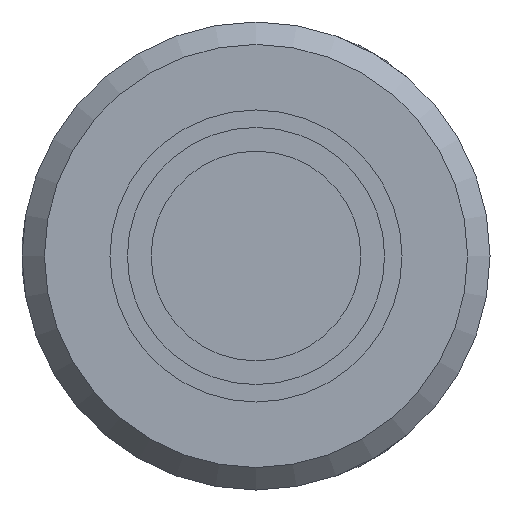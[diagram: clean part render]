
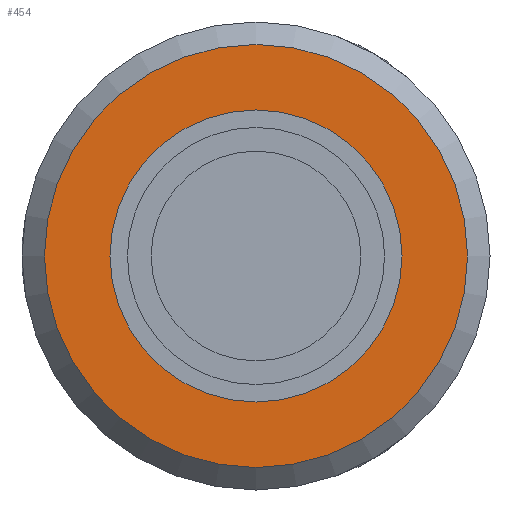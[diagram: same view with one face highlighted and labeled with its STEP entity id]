
A CAD part, left-side view. The second image highlights one B-rep face of the part: STEP entity #454.
In plain terms, the highlighted planar face has unit normal (-1, 0, 0).
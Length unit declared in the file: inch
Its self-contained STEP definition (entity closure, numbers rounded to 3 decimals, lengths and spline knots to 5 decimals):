
#412=CARTESIAN_POINT('',(0.36,0.565,0.));
#413=VERTEX_POINT('',#412);
#414=CARTESIAN_POINT('',(0.36,0.0,0.0));
#415=DIRECTION('',(1.0,0.0,0.0));
#416=DIRECTION('',(0.0,-1.0,0.0));
#417=AXIS2_PLACEMENT_3D('',#414,#415,#416);
#418=CIRCLE('',#417,0.565);
#419=EDGE_CURVE('',#413,#413,#418,.T.);
#435=CARTESIAN_POINT('',(0.36,0.5075,0.0));
#436=DIRECTION('',(-1.0,0.0,0.0));
#437=DIRECTION('',(0.0,0.0,1.0));
#438=AXIS2_PLACEMENT_3D('',#435,#436,#437);
#439=PLANE('',#438);
#440=ORIENTED_EDGE('',*,*,#419,.F.);
#441=EDGE_LOOP('',(#440));
#442=FACE_OUTER_BOUND('',#441,.T.);
#443=CARTESIAN_POINT('',(0.36,0.39,0.0));
#444=VERTEX_POINT('',#443);
#445=CARTESIAN_POINT('',(0.36,0.0,0.0));
#446=DIRECTION('',(1.0,0.0,0.0));
#447=DIRECTION('',(0.0,1.0,0.0));
#448=AXIS2_PLACEMENT_3D('',#445,#446,#447);
#449=CIRCLE('',#448,0.39);
#450=EDGE_CURVE('',#444,#444,#449,.T.);
#451=ORIENTED_EDGE('',*,*,#450,.T.);
#452=EDGE_LOOP('',(#451));
#453=FACE_BOUND('',#452,.T.);
#454=ADVANCED_FACE('',(#442,#453),#439,.T.);
